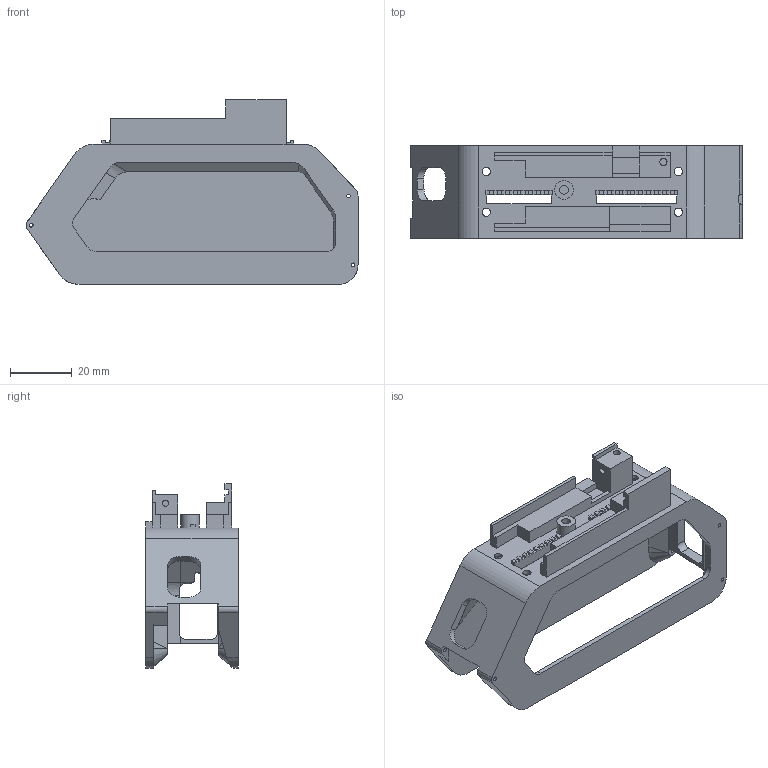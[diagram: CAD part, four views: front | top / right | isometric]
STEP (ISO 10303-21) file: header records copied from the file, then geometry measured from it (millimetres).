
FILE_DESCRIPTION(('FreeCAD Model'),'2;1');
FILE_NAME('Open CASCADE Shape Model','2025-05-12T01:11:00',(''),(''), 'Open CASCADE STEP processor 7.8','FreeCAD','Unknown');
FILE_SCHEMA(('CONFIG_CONTROL_DESIGN','SHAPE_APPEARANCE_LAYER_MIM'));
Length unit declared in the file: millimetre
Products named in the file (1): Flipper upper case LRF electronics
Bounding box: 107.45 x 30 x 59.75 mm (x, y, z)
Volume: 33205.3 mm3; surface area: 23481.2 mm2
Topology: 1 solids, 1 shells, 269 faces, 783 edges, 511 vertices
Faces by surface type: plane 177, cylinder 49, bspline 37, cone 4, revolution 2
Full cylindrical faces by diameter (mm): 1.2 x6, 2 x1, 2.3 x1, 2.7 x4, 2.8 x1, 5.5 x4, 6 x1
Entity records: 23932 total; most frequent: CARTESIAN_POINT 8919, DIRECTION 2544, LINE 1817, VECTOR 1817, ORIENTED_EDGE 1566, PCURVE 1566, DEFINITIONAL_REPRESENTATION 1566, EDGE_CURVE 783
